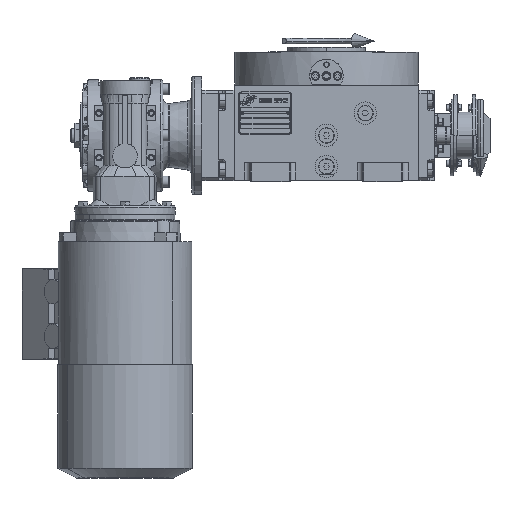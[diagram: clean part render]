
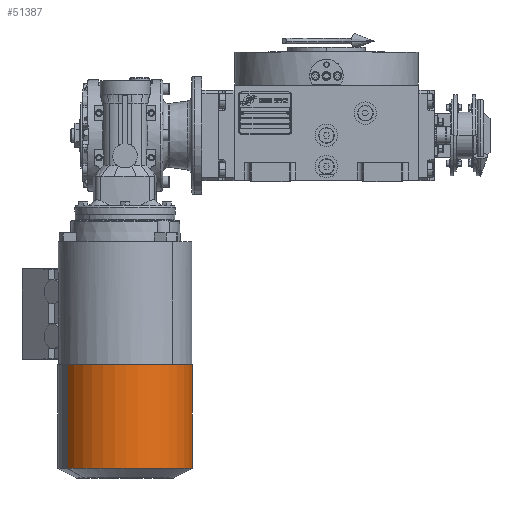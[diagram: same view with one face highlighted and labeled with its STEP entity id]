
A CAD part, top view. The second image highlights one B-rep face of the part: STEP entity #51387.
In plain terms, the highlighted cylindrical face has radius 60.5 mm (diameter 121 mm), a partial arc.
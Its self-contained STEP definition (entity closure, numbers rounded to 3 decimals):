
#411 = VERTEX_POINT ( 'NONE', #133205 ) ;
#1004 = DIRECTION ( 'NONE',  ( 0., -0.242, -0.97 ) ) ;
#4253 = ORIENTED_EDGE ( 'NONE', *, *, #56822, .F. ) ;
#16895 = EDGE_CURVE ( 'NONE', #411, #26070, #56701, .T. ) ;
#21628 = DIRECTION ( 'NONE',  ( -1., 0., 0. ) ) ;
#25070 = EDGE_CURVE ( 'NONE', #79532, #102193, #51800, .T. ) ;
#26070 = VERTEX_POINT ( 'NONE', #41750 ) ;
#26464 = FACE_OUTER_BOUND ( 'NONE', #91123, .T. ) ;
#28960 = ORIENTED_EDGE ( 'NONE', *, *, #25070, .T. ) ;
#31385 = CARTESIAN_POINT ( 'NONE',  ( -64.811, -6.286, 0. ) ) ;
#35322 = ORIENTED_EDGE ( 'NONE', *, *, #16895, .T. ) ;
#39499 = CARTESIAN_POINT ( 'NONE',  ( -158.212, 8.35, 58.703 ) ) ;
#40143 = CARTESIAN_POINT ( 'NONE',  ( -64.811, 8.35, 58.703 ) ) ;
#41750 = CARTESIAN_POINT ( 'NONE',  ( -64.811, -20.922, -58.703 ) ) ;
#42670 = CIRCLE ( 'NONE', #134712, 60.5 ) ;
#45842 = VECTOR ( 'NONE', #130176, 1000. ) ;
#51387 = ADVANCED_FACE ( 'NONE', ( #26464 ), #87661, .T. ) ;
#51800 = LINE ( 'NONE', #40143, #128859 ) ;
#52332 = AXIS2_PLACEMENT_3D ( 'NONE', #108915, #109597, #119888 ) ;
#56701 = LINE ( 'NONE', #99301, #45842 ) ;
#56822 = EDGE_CURVE ( 'NONE', #411, #102193, #84618, .T. ) ;
#72591 = DIRECTION ( 'NONE',  ( 1., 0., 0. ) ) ;
#76836 = CARTESIAN_POINT ( 'NONE',  ( -64.811, 8.35, 58.703 ) ) ;
#79532 = VERTEX_POINT ( 'NONE', #76836 ) ;
#84618 = CIRCLE ( 'NONE', #128424, 60.5 ) ;
#87661 = CYLINDRICAL_SURFACE ( 'NONE', #52332, 60.5 ) ;
#91123 = EDGE_LOOP ( 'NONE', ( #132799, #28960, #4253, #35322 ) ) ;
#93724 = DIRECTION ( 'NONE',  ( -1., 0., 0. ) ) ;
#94466 = CARTESIAN_POINT ( 'NONE',  ( -158.212, -6.286, 0. ) ) ;
#99301 = CARTESIAN_POINT ( 'NONE',  ( -158.212, -20.922, -58.703 ) ) ;
#102193 = VERTEX_POINT ( 'NONE', #39499 ) ;
#106276 = DIRECTION ( 'NONE',  ( 0., 0.242, 0.97 ) ) ;
#108915 = CARTESIAN_POINT ( 'NONE',  ( -26.951, -6.286, 0. ) ) ;
#109597 = DIRECTION ( 'NONE',  ( -1., 0., 0. ) ) ;
#109644 = EDGE_CURVE ( 'NONE', #79532, #26070, #42670, .T. ) ;
#119888 = DIRECTION ( 'NONE',  ( 0., 0.242, 0.97 ) ) ;
#128424 = AXIS2_PLACEMENT_3D ( 'NONE', #94466, #21628, #1004 ) ;
#128859 = VECTOR ( 'NONE', #93724, 1000. ) ;
#130176 = DIRECTION ( 'NONE',  ( 1., 0., 0. ) ) ;
#132799 = ORIENTED_EDGE ( 'NONE', *, *, #109644, .F. ) ;
#133205 = CARTESIAN_POINT ( 'NONE',  ( -158.212, -20.922, -58.703 ) ) ;
#134712 = AXIS2_PLACEMENT_3D ( 'NONE', #31385, #72591, #106276 ) ;
